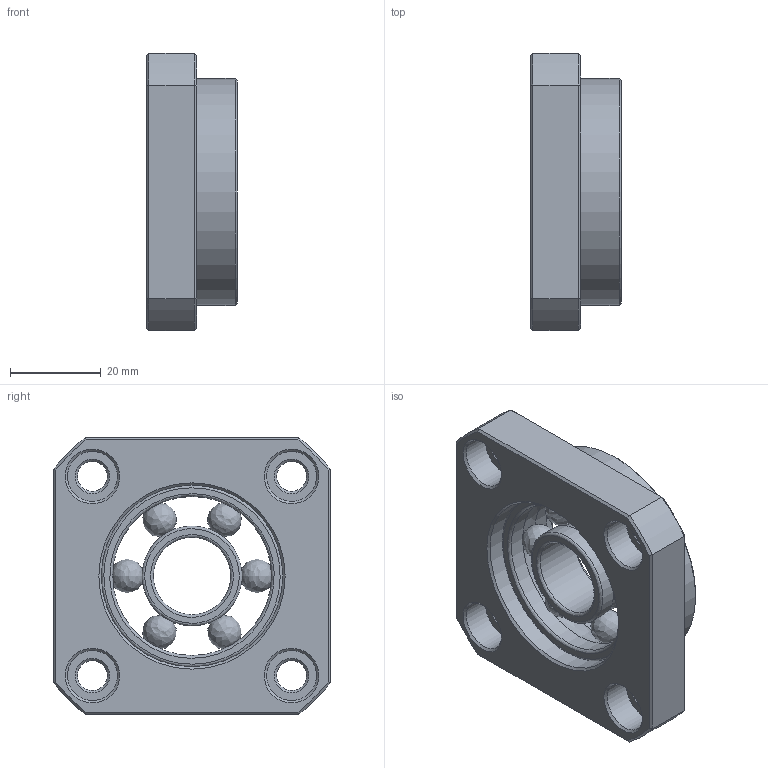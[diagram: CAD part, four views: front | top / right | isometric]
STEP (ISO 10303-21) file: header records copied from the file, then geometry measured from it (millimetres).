
FILE_DESCRIPTION (( 'STEP AP214' ), '1' );
FILE_NAME ('FFN17-Rollco.step', '2023-04-27T09:19:32', ( '' ), ( '' ), 'SwSTEP 2.0', 'SolidWorks 2010', '' );
FILE_SCHEMA (( 'AUTOMOTIVE_DESIGN' ));
Length unit declared in the file: millimetre
Products named in the file (3): FF17; FFN17_Bearing; FFN17-Rollco
Assembly tree (2 placements, depth 2):
  FFN17-Rollco
    FF17
    FFN17_Bearing
Bounding box: 20 x 61 x 61 mm (x, y, z)
Volume: 35668.8 mm3; surface area: 17942.3 mm2
Topology: 9 solids, 9 shells, 82 faces, 185 edges, 114 vertices
Faces by surface type: cone 23, plane 23, cylinder 20, bspline 16
Full cylindrical faces by diameter (mm): 6.6 x4, 11 x4, 17 x1, 22 x2, 35 x2, 40 x2, 50 x1
Entity records: 2447 total; most frequent: CARTESIAN_POINT 829, DIRECTION 292, ORIENTED_EDGE 238, EDGE_LOOP 136, AXIS2_PLACEMENT_3D 134, EDGE_CURVE 119, FACE_OUTER_BOUND 102, VERTEX_POINT 95
